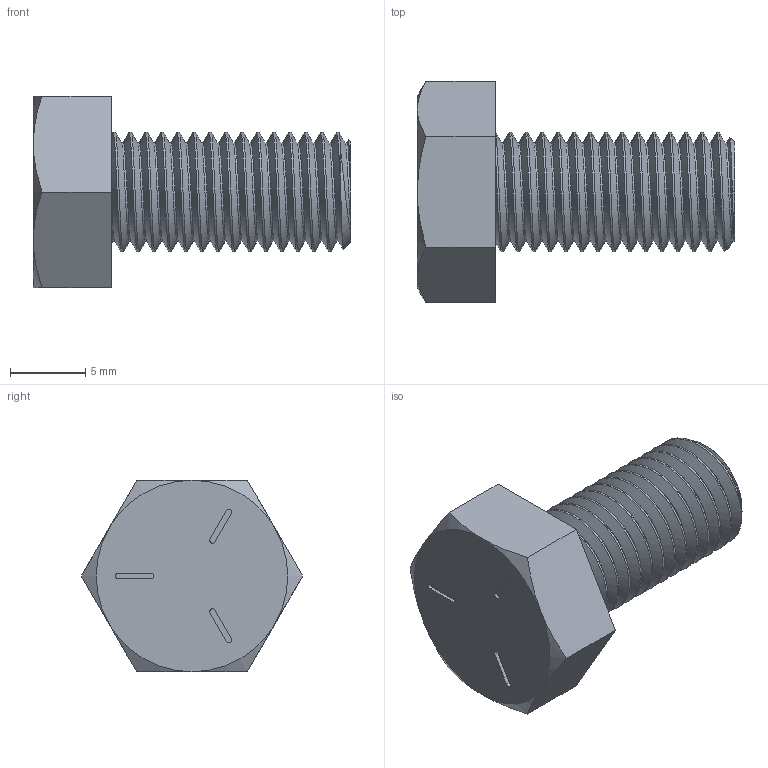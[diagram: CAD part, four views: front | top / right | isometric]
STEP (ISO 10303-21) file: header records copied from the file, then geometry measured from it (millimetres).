
FILE_DESCRIPTION (( 'STEP AP203' ), '1' );
FILE_NAME ('92865A103.step', '2017-03-14T14:46:11', ( '' ), ( '' ), 'SwSTEP 2.0', 'SolidWorks 2010', '' );
FILE_SCHEMA (( 'CONFIG_CONTROL_DESIGN' ));
Length unit declared in the file: inch
Products named in the file (1): 92865A103
Bounding box: 21.03 x 14.66 x 12.7 mm (x, y, z)
Volume: 1372.4 mm3; surface area: 1126.2 mm2
Topology: 1 solids, 1 shells, 68 faces, 180 edges, 118 vertices
Faces by surface type: cylinder 38, plane 18, cone 9, bspline 3
Entity records: 4617 total; most frequent: CARTESIAN_POINT 3064, ORIENTED_EDGE 360, DIRECTION 255, EDGE_CURVE 180, VERTEX_POINT 118, AXIS2_PLACEMENT_3D 93, EDGE_LOOP 72, LINE 69
